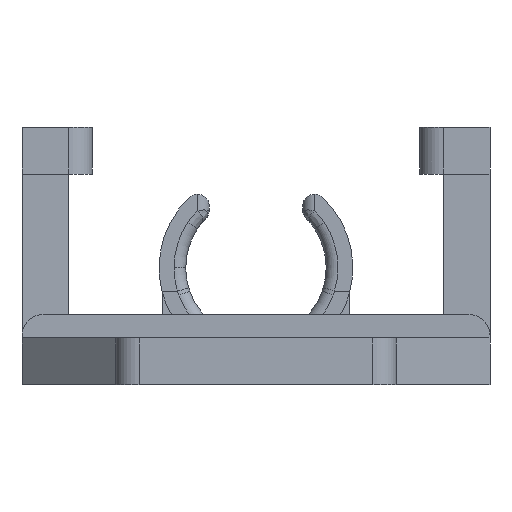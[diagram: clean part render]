
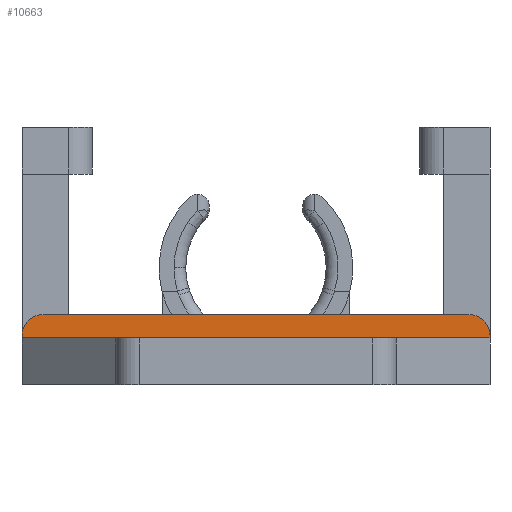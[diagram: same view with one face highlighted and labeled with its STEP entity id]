
A CAD part, front view. The second image highlights one B-rep face of the part: STEP entity #10663.
In plain terms, the highlighted planar face has unit normal (0, -1, 0).
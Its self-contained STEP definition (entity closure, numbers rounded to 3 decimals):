
#5758 = VERTEX_POINT('',#5759);
#5759 = CARTESIAN_POINT('',(20.,21.,2.));
#5799 = PLANE('',#5800);
#5800 = AXIS2_PLACEMENT_3D('',#5801,#5802,#5803);
#5801 = CARTESIAN_POINT('',(20.,22.,2.));
#5802 = DIRECTION('',(1.,0.,0.));
#5803 = DIRECTION('',(0.,-1.,0.));
#6043 = PLANE('',#6044);
#6044 = AXIS2_PLACEMENT_3D('',#6045,#6046,#6047);
#6045 = CARTESIAN_POINT('',(0.,21.,2.));
#6046 = DIRECTION('',(-1.,0.,0.));
#6047 = DIRECTION('',(0.,1.,0.));
#6072 = CYLINDRICAL_SURFACE('',#6073,0.9);
#6073 = AXIS2_PLACEMENT_3D('',#6074,#6075,#6076);
#6074 = CARTESIAN_POINT('',(0.9,21.,2.1));
#6075 = DIRECTION('',(0.,1.,0.));
#6076 = DIRECTION('',(-1.,0.,0.));
#6100 = PLANE('',#6101);
#6101 = AXIS2_PLACEMENT_3D('',#6102,#6103,#6104);
#6102 = CARTESIAN_POINT('',(10.,21.5,3.));
#6103 = DIRECTION('',(-0.,-0.,-1.));
#6104 = DIRECTION('',(-1.,0.,0.));
#6133 = CYLINDRICAL_SURFACE('',#6134,0.9);
#6134 = AXIS2_PLACEMENT_3D('',#6135,#6136,#6137);
#6135 = CARTESIAN_POINT('',(19.1,22.,2.1));
#6136 = DIRECTION('',(0.,-1.,0.));
#6137 = DIRECTION('',(1.,0.,0.));
#6223 = VERTEX_POINT('',#6224);
#6224 = CARTESIAN_POINT('',(0.,21.,2.));
#8357 = VERTEX_POINT('',#8358);
#8358 = CARTESIAN_POINT('',(20.,21.,2.1));
#8379 = EDGE_CURVE('',#5758,#8357,#8380,.T.);
#8380 = SURFACE_CURVE('',#8381,(#8385,#8392),.PCURVE_S1.);
#8381 = LINE('',#8382,#8383);
#8382 = CARTESIAN_POINT('',(20.,21.,2.));
#8383 = VECTOR('',#8384,1.);
#8384 = DIRECTION('',(0.,0.,1.));
#8385 = PCURVE('',#5799,#8386);
#8386 = DEFINITIONAL_REPRESENTATION('',(#8387),#8391);
#8387 = LINE('',#8388,#8389);
#8388 = CARTESIAN_POINT('',(1.,0.));
#8389 = VECTOR('',#8390,1.);
#8390 = DIRECTION('',(0.,-1.));
#8391 = ( GEOMETRIC_REPRESENTATION_CONTEXT(2) 
PARAMETRIC_REPRESENTATION_CONTEXT() REPRESENTATION_CONTEXT('2D SPACE',''
  ) );
#8392 = PCURVE('',#8393,#8398);
#8393 = PLANE('',#8394);
#8394 = AXIS2_PLACEMENT_3D('',#8395,#8396,#8397);
#8395 = CARTESIAN_POINT('',(20.,21.,2.));
#8396 = DIRECTION('',(0.,-1.,0.));
#8397 = DIRECTION('',(-1.,0.,0.));
#8398 = DEFINITIONAL_REPRESENTATION('',(#8399),#8403);
#8399 = LINE('',#8400,#8401);
#8400 = CARTESIAN_POINT('',(0.,-0.));
#8401 = VECTOR('',#8402,1.);
#8402 = DIRECTION('',(0.,-1.));
#8403 = ( GEOMETRIC_REPRESENTATION_CONTEXT(2) 
PARAMETRIC_REPRESENTATION_CONTEXT() REPRESENTATION_CONTEXT('2D SPACE',''
  ) );
#8425 = PLANE('',#8426);
#8426 = AXIS2_PLACEMENT_3D('',#8427,#8428,#8429);
#8427 = CARTESIAN_POINT('',(10.,18.,2.));
#8428 = DIRECTION('',(0.,0.,1.));
#8429 = DIRECTION('',(1.,0.,0.));
#8702 = EDGE_CURVE('',#6223,#8703,#8705,.T.);
#8703 = VERTEX_POINT('',#8704);
#8704 = CARTESIAN_POINT('',(-0.,21.,2.1));
#8705 = SURFACE_CURVE('',#8706,(#8710,#8717),.PCURVE_S1.);
#8706 = LINE('',#8707,#8708);
#8707 = CARTESIAN_POINT('',(0.,21.,2.));
#8708 = VECTOR('',#8709,1.);
#8709 = DIRECTION('',(0.,0.,1.));
#8710 = PCURVE('',#6043,#8711);
#8711 = DEFINITIONAL_REPRESENTATION('',(#8712),#8716);
#8712 = LINE('',#8713,#8714);
#8713 = CARTESIAN_POINT('',(0.,0.));
#8714 = VECTOR('',#8715,1.);
#8715 = DIRECTION('',(0.,-1.));
#8716 = ( GEOMETRIC_REPRESENTATION_CONTEXT(2) 
PARAMETRIC_REPRESENTATION_CONTEXT() REPRESENTATION_CONTEXT('2D SPACE',''
  ) );
#8717 = PCURVE('',#8393,#8718);
#8718 = DEFINITIONAL_REPRESENTATION('',(#8719),#8723);
#8719 = LINE('',#8720,#8721);
#8720 = CARTESIAN_POINT('',(20.,0.));
#8721 = VECTOR('',#8722,1.);
#8722 = DIRECTION('',(0.,-1.));
#8723 = ( GEOMETRIC_REPRESENTATION_CONTEXT(2) 
PARAMETRIC_REPRESENTATION_CONTEXT() REPRESENTATION_CONTEXT('2D SPACE',''
  ) );
#8751 = EDGE_CURVE('',#8703,#8752,#8754,.T.);
#8752 = VERTEX_POINT('',#8753);
#8753 = CARTESIAN_POINT('',(0.9,21.,3.));
#8754 = SURFACE_CURVE('',#8755,(#8760,#8767),.PCURVE_S1.);
#8755 = CIRCLE('',#8756,0.9);
#8756 = AXIS2_PLACEMENT_3D('',#8757,#8758,#8759);
#8757 = CARTESIAN_POINT('',(0.9,21.,2.1));
#8758 = DIRECTION('',(0.,1.,0.));
#8759 = DIRECTION('',(0.,0.,1.));
#8760 = PCURVE('',#6072,#8761);
#8761 = DEFINITIONAL_REPRESENTATION('',(#8762),#8766);
#8762 = LINE('',#8763,#8764);
#8763 = CARTESIAN_POINT('',(-4.712,0.));
#8764 = VECTOR('',#8765,1.);
#8765 = DIRECTION('',(1.,0.));
#8766 = ( GEOMETRIC_REPRESENTATION_CONTEXT(2) 
PARAMETRIC_REPRESENTATION_CONTEXT() REPRESENTATION_CONTEXT('2D SPACE',''
  ) );
#8767 = PCURVE('',#8393,#8768);
#8768 = DEFINITIONAL_REPRESENTATION('',(#8769),#8777);
#8769 = ( BOUNDED_CURVE() B_SPLINE_CURVE(2,(#8770,#8771,#8772,#8773,
#8774,#8775,#8776),.UNSPECIFIED.,.T.,.F.) B_SPLINE_CURVE_WITH_KNOTS((1,2
    ,2,2,2,1),(-2.094,0.,2.094,4.189,
6.283,8.378),.UNSPECIFIED.) CURVE() 
GEOMETRIC_REPRESENTATION_ITEM() RATIONAL_B_SPLINE_CURVE((1.,0.5,1.,0.5,
1.,0.5,1.)) REPRESENTATION_ITEM('') );
#8770 = CARTESIAN_POINT('',(19.1,-1.));
#8771 = CARTESIAN_POINT('',(17.541,-1.));
#8772 = CARTESIAN_POINT('',(18.321,0.35));
#8773 = CARTESIAN_POINT('',(19.1,1.7));
#8774 = CARTESIAN_POINT('',(19.879,0.35));
#8775 = CARTESIAN_POINT('',(20.659,-1.));
#8776 = CARTESIAN_POINT('',(19.1,-1.));
#8777 = ( GEOMETRIC_REPRESENTATION_CONTEXT(2) 
PARAMETRIC_REPRESENTATION_CONTEXT() REPRESENTATION_CONTEXT('2D SPACE',''
  ) );
#8807 = VERTEX_POINT('',#8808);
#8808 = CARTESIAN_POINT('',(19.1,21.,3.));
#8829 = EDGE_CURVE('',#8807,#8752,#8830,.T.);
#8830 = SURFACE_CURVE('',#8831,(#8835,#8842),.PCURVE_S1.);
#8831 = LINE('',#8832,#8833);
#8832 = CARTESIAN_POINT('',(20.,21.,3.));
#8833 = VECTOR('',#8834,1.);
#8834 = DIRECTION('',(-1.,0.,0.));
#8835 = PCURVE('',#6100,#8836);
#8836 = DEFINITIONAL_REPRESENTATION('',(#8837),#8841);
#8837 = LINE('',#8838,#8839);
#8838 = CARTESIAN_POINT('',(-10.,-0.5));
#8839 = VECTOR('',#8840,1.);
#8840 = DIRECTION('',(1.,0.));
#8841 = ( GEOMETRIC_REPRESENTATION_CONTEXT(2) 
PARAMETRIC_REPRESENTATION_CONTEXT() REPRESENTATION_CONTEXT('2D SPACE',''
  ) );
#8842 = PCURVE('',#8393,#8843);
#8843 = DEFINITIONAL_REPRESENTATION('',(#8844),#8848);
#8844 = LINE('',#8845,#8846);
#8845 = CARTESIAN_POINT('',(0.,-1.));
#8846 = VECTOR('',#8847,1.);
#8847 = DIRECTION('',(1.,0.));
#8848 = ( GEOMETRIC_REPRESENTATION_CONTEXT(2) 
PARAMETRIC_REPRESENTATION_CONTEXT() REPRESENTATION_CONTEXT('2D SPACE',''
  ) );
#8856 = EDGE_CURVE('',#8357,#8807,#8857,.T.);
#8857 = SURFACE_CURVE('',#8858,(#8863,#8870),.PCURVE_S1.);
#8858 = CIRCLE('',#8859,0.9);
#8859 = AXIS2_PLACEMENT_3D('',#8860,#8861,#8862);
#8860 = CARTESIAN_POINT('',(19.1,21.,2.1));
#8861 = DIRECTION('',(0.,-1.,0.));
#8862 = DIRECTION('',(0.,0.,-1.));
#8863 = PCURVE('',#6133,#8864);
#8864 = DEFINITIONAL_REPRESENTATION('',(#8865),#8869);
#8865 = LINE('',#8866,#8867);
#8866 = CARTESIAN_POINT('',(-1.571,1.));
#8867 = VECTOR('',#8868,1.);
#8868 = DIRECTION('',(1.,0.));
#8869 = ( GEOMETRIC_REPRESENTATION_CONTEXT(2) 
PARAMETRIC_REPRESENTATION_CONTEXT() REPRESENTATION_CONTEXT('2D SPACE',''
  ) );
#8870 = PCURVE('',#8393,#8871);
#8871 = DEFINITIONAL_REPRESENTATION('',(#8872),#8876);
#8872 = CIRCLE('',#8873,0.9);
#8873 = AXIS2_PLACEMENT_2D('',#8874,#8875);
#8874 = CARTESIAN_POINT('',(0.9,-0.1));
#8875 = DIRECTION('',(-0.,1.));
#8876 = ( GEOMETRIC_REPRESENTATION_CONTEXT(2) 
PARAMETRIC_REPRESENTATION_CONTEXT() REPRESENTATION_CONTEXT('2D SPACE',''
  ) );
#10663 = ADVANCED_FACE('',(#10664),#8393,.T.);
#10664 = FACE_BOUND('',#10665,.T.);
#10665 = EDGE_LOOP('',(#10666,#10667,#10668,#10669,#10670,#10671));
#10666 = ORIENTED_EDGE('',*,*,#8379,.T.);
#10667 = ORIENTED_EDGE('',*,*,#8856,.T.);
#10668 = ORIENTED_EDGE('',*,*,#8829,.T.);
#10669 = ORIENTED_EDGE('',*,*,#8751,.F.);
#10670 = ORIENTED_EDGE('',*,*,#8702,.F.);
#10671 = ORIENTED_EDGE('',*,*,#10672,.F.);
#10672 = EDGE_CURVE('',#5758,#6223,#10673,.T.);
#10673 = SURFACE_CURVE('',#10674,(#10678,#10685),.PCURVE_S1.);
#10674 = LINE('',#10675,#10676);
#10675 = CARTESIAN_POINT('',(20.,21.,2.));
#10676 = VECTOR('',#10677,1.);
#10677 = DIRECTION('',(-1.,0.,0.));
#10678 = PCURVE('',#8393,#10679);
#10679 = DEFINITIONAL_REPRESENTATION('',(#10680),#10684);
#10680 = LINE('',#10681,#10682);
#10681 = CARTESIAN_POINT('',(0.,-0.));
#10682 = VECTOR('',#10683,1.);
#10683 = DIRECTION('',(1.,0.));
#10684 = ( GEOMETRIC_REPRESENTATION_CONTEXT(2) 
PARAMETRIC_REPRESENTATION_CONTEXT() REPRESENTATION_CONTEXT('2D SPACE',''
  ) );
#10685 = PCURVE('',#8425,#10686);
#10686 = DEFINITIONAL_REPRESENTATION('',(#10687),#10691);
#10687 = LINE('',#10688,#10689);
#10688 = CARTESIAN_POINT('',(10.,3.));
#10689 = VECTOR('',#10690,1.);
#10690 = DIRECTION('',(-1.,0.));
#10691 = ( GEOMETRIC_REPRESENTATION_CONTEXT(2) 
PARAMETRIC_REPRESENTATION_CONTEXT() REPRESENTATION_CONTEXT('2D SPACE',''
  ) );
